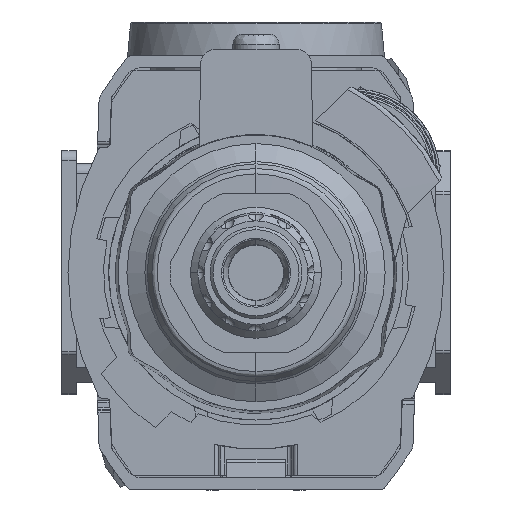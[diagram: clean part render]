
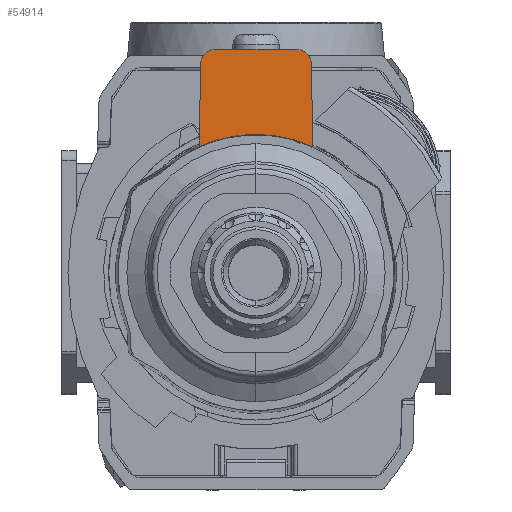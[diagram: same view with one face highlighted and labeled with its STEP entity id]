
A CAD part, front view. The second image highlights one B-rep face of the part: STEP entity #54914.
In plain terms, the highlighted planar face has unit normal (0, -1, 0).
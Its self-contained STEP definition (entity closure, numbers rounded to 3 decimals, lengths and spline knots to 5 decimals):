
#78 = DIRECTION ( 'NONE',  ( 0., 1., 0. ) ) ;
#1126 = VECTOR ( 'NONE', #58311, 39.37008 ) ;
#2412 = AXIS2_PLACEMENT_3D ( 'NONE', #18266, #11652, #69378 ) ;
#3243 = VECTOR ( 'NONE', #3818, 39.37008 ) ;
#3818 = DIRECTION ( 'NONE',  ( 0.017, 0., -1. ) ) ;
#5418 = CARTESIAN_POINT ( 'NONE',  ( 0.25754, -3.1311, 0.59835 ) ) ;
#6027 = EDGE_CURVE ( 'NONE', #21269, #27510, #58296, .T. ) ;
#6339 = CARTESIAN_POINT ( 'NONE',  ( -0.2677, -3.1311, 0.59376 ) ) ;
#7353 = EDGE_CURVE ( 'NONE', #27510, #23336, #57849, .T. ) ;
#8601 = VERTEX_POINT ( 'NONE', #59260 ) ;
#11652 = DIRECTION ( 'NONE',  ( 0., 1., 0. ) ) ;
#12488 = CARTESIAN_POINT ( 'NONE',  ( -0.25756, -3.1311, 0.59834 ) ) ;
#13408 = CARTESIAN_POINT ( 'NONE',  ( 0.24729, -3.1311, 0.60266 ) ) ;
#13596 = ORIENTED_EDGE ( 'NONE', *, *, #6027, .F. ) ;
#13638 = DIRECTION ( 'NONE',  ( 0., 0., 1. ) ) ;
#13781 = DIRECTION ( 'NONE',  ( 0., 0., -1. ) ) ;
#16073 = LINE ( 'NONE', #66255, #55703 ) ;
#17899 = EDGE_CURVE ( 'NONE', #8601, #77773, #81899, .T. ) ;
#18266 = CARTESIAN_POINT ( 'NONE',  ( -0.19005, -3.1311, 0.98228 ) ) ;
#20037 = CARTESIAN_POINT ( 'NONE',  ( 0.16165, -3.1311, 0.63611 ) ) ;
#20867 = CARTESIAN_POINT ( 'NONE',  ( 0.19001, -3.1311, 0.98228 ) ) ;
#21269 = VERTEX_POINT ( 'NONE', #59537 ) ;
#21301 = AXIS2_PLACEMENT_3D ( 'NONE', #77055, #33973, #13638 ) ;
#23336 = VERTEX_POINT ( 'NONE', #67538 ) ;
#27510 = VERTEX_POINT ( 'NONE', #67505 ) ;
#27583 = CARTESIAN_POINT ( 'NONE',  ( 0.08084, -3.1311, 0.65133 ) ) ;
#31968 = EDGE_LOOP ( 'NONE', ( #74406, #67256, #37568, #13596, #91599, #86801 ) ) ;
#33973 = DIRECTION ( 'NONE',  ( 0., 1., 0. ) ) ;
#34308 = CARTESIAN_POINT ( 'NONE',  ( 0.26086, -3.1311, 0.98352 ) ) ;
#34559 = AXIS2_PLACEMENT_3D ( 'NONE', #20867, #78, #13781 ) ;
#34708 = EDGE_CURVE ( 'NONE', #23336, #38371, #69323, .T. ) ;
#37481 = CARTESIAN_POINT ( 'NONE',  ( -0.19005, -3.1311, 1.05315 ) ) ;
#37568 = ORIENTED_EDGE ( 'NONE', *, *, #7353, .F. ) ;
#38371 = VERTEX_POINT ( 'NONE', #34308 ) ;
#46819 = LINE ( 'NONE', #68617, #3243 ) ;
#48186 = PLANE ( 'NONE',  #21301 ) ;
#54914 = ADVANCED_FACE ( 'NONE', ( #77535 ), #48186, .F. ) ;
#55703 = VECTOR ( 'NONE', #79043, 39.37008 ) ;
#57849 = LINE ( 'NONE', #37481, #1126 ) ;
#58296 = CIRCLE ( 'NONE', #2412, 0.07087 ) ;
#58311 = DIRECTION ( 'NONE',  ( 1., 0., 0. ) ) ;
#59260 = CARTESIAN_POINT ( 'NONE',  ( 0.26766, -3.1311, 0.59378 ) ) ;
#59537 = CARTESIAN_POINT ( 'NONE',  ( -0.2609, -3.1311, 0.98352 ) ) ;
#64020 = CARTESIAN_POINT ( 'NONE',  ( -0.16165, -3.1311, 0.63611 ) ) ;
#66255 = CARTESIAN_POINT ( 'NONE',  ( -0.27343, -3.1311, 0.26575 ) ) ;
#67256 = ORIENTED_EDGE ( 'NONE', *, *, #34708, .F. ) ;
#67505 = CARTESIAN_POINT ( 'NONE',  ( -0.19005, -3.1311, 1.05315 ) ) ;
#67538 = CARTESIAN_POINT ( 'NONE',  ( 0.19001, -3.1311, 1.05315 ) ) ;
#68617 = CARTESIAN_POINT ( 'NONE',  ( 0.26086, -3.1311, 0.98352 ) ) ;
#69323 = CIRCLE ( 'NONE', #34559, 0.07087 ) ;
#69378 = DIRECTION ( 'NONE',  ( 0., 0., -1. ) ) ;
#70209 = CARTESIAN_POINT ( 'NONE',  ( 0.26766, -3.1311, 0.59378 ) ) ;
#72188 = EDGE_CURVE ( 'NONE', #38371, #8601, #46819, .T. ) ;
#73106 = CARTESIAN_POINT ( 'NONE',  ( -0.2677, -3.1311, 0.59376 ) ) ;
#74406 = ORIENTED_EDGE ( 'NONE', *, *, #72188, .F. ) ;
#77055 = CARTESIAN_POINT ( 'NONE',  ( -0.19005, -3.1311, 0.98228 ) ) ;
#77535 = FACE_OUTER_BOUND ( 'NONE', #31968, .T. ) ;
#77773 = VERTEX_POINT ( 'NONE', #73106 ) ;
#79043 = DIRECTION ( 'NONE',  ( 0.017, 0., 1. ) ) ;
#81075 = EDGE_CURVE ( 'NONE', #77773, #21269, #16073, .T. ) ;
#81899 = B_SPLINE_CURVE_WITH_KNOTS ( 'NONE', 3,
 ( #70209, #5418, #13408, #20037, #27583, #92390, #64020, #85766, #12488, #6339 ),
 .UNSPECIFIED., .F., .F.,
 ( 4, 2, 2, 2, 4 ),
 ( 0., 0.06041, 0.49996, 0.93951, 1. ),
 .UNSPECIFIED. ) ;
#85766 = CARTESIAN_POINT ( 'NONE',  ( -0.24731, -3.1311, 0.60265 ) ) ;
#86801 = ORIENTED_EDGE ( 'NONE', *, *, #17899, .F. ) ;
#91599 = ORIENTED_EDGE ( 'NONE', *, *, #81075, .F. ) ;
#92390 = CARTESIAN_POINT ( 'NONE',  ( -0.08084, -3.1311, 0.65133 ) ) ;
